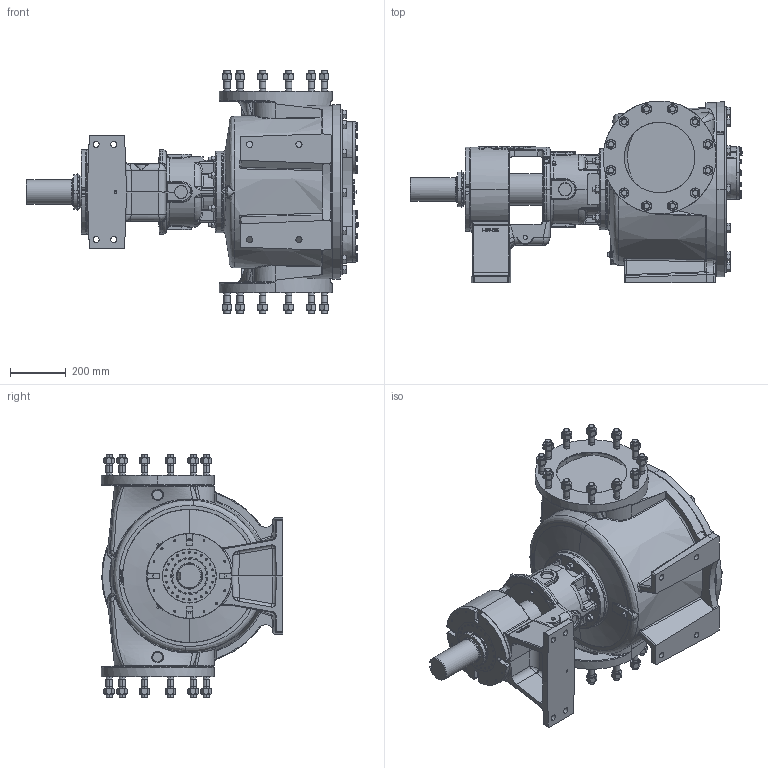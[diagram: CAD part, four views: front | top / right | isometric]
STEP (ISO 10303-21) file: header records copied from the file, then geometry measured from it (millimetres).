
FILE_DESCRIPTION (( 'STEP AP214' ), '1' );
FILE_NAME ('RS323A.STEP', '2016-08-09T19:17:54', ( '' ), ( '' ), 'SwSTEP 2.0', 'SolidWorks 2015', '' );
FILE_SCHEMA (( 'AUTOMOTIVE_DESIGN' ));
Length unit declared in the file: inch
Products named in the file (2): RS323A
Bounding box: 1195.35 x 654.05 x 876.3 mm (x, y, z)
Volume: 168385793.2 mm3; surface area: 3501904.3 mm2
Topology: 1 solids, 1 shells, 4555 faces, 10912 edges, 6531 vertices
Faces by surface type: plane 1895, cone 1148, cylinder 750, bspline 635, torus 85, sphere 42
Entity records: 419834 total; most frequent: CARTESIAN_POINT 296407, ORIENTED_EDGE 21576, DIRECTION 18144, EDGE_CURVE 10788, AXIS2_PLACEMENT_3D 6996, VERTEX_POINT 6531, EDGE_LOOP 4883, FACE_OUTER_BOUND 4555
